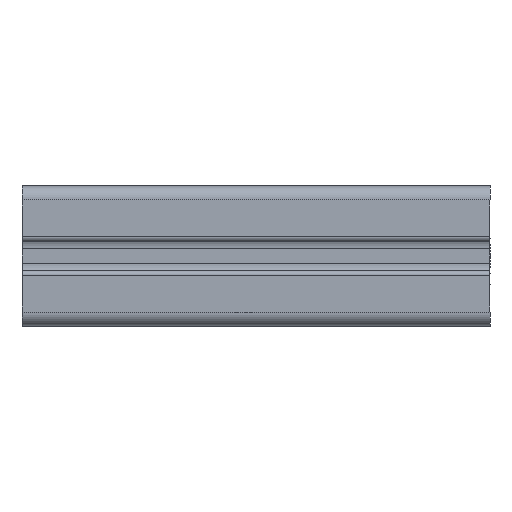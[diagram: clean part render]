
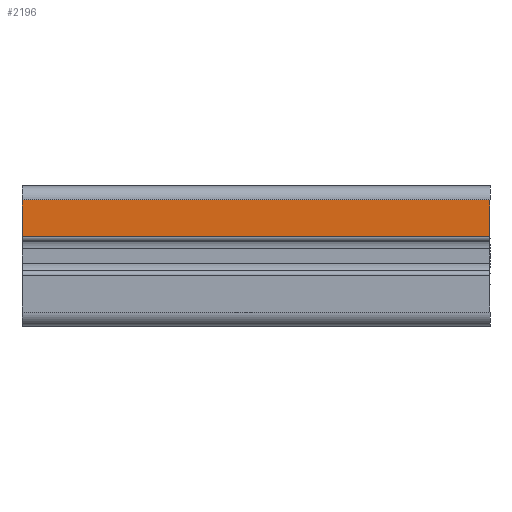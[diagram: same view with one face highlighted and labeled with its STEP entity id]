
A CAD part, left-side view. The second image highlights one B-rep face of the part: STEP entity #2196.
In plain terms, the highlighted planar face has unit normal (-1, 0, 0).
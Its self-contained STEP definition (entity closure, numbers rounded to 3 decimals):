
#33 = PLANE('',#34);
#34 = AXIS2_PLACEMENT_3D('',#35,#36,#37);
#35 = CARTESIAN_POINT('',(-15.,-50.,-15.));
#36 = DIRECTION('',(0.,-1.,0.));
#37 = DIRECTION('',(0.,0.,-1.));
#641 = VERTEX_POINT('',#642);
#642 = CARTESIAN_POINT('',(-15.,-50.,12.));
#657 = CYLINDRICAL_SURFACE('',#658,3.);
#658 = AXIS2_PLACEMENT_3D('',#659,#660,#661);
#659 = CARTESIAN_POINT('',(-12.,-50.,12.));
#660 = DIRECTION('',(-0.,-1.,-0.));
#661 = DIRECTION('',(0.,0.,1.));
#669 = EDGE_CURVE('',#641,#670,#672,.T.);
#670 = VERTEX_POINT('',#671);
#671 = CARTESIAN_POINT('',(-15.,-50.,4.1));
#672 = SURFACE_CURVE('',#673,(#677,#684),.PCURVE_S1.);
#673 = LINE('',#674,#675);
#674 = CARTESIAN_POINT('',(-15.,-50.,15.));
#675 = VECTOR('',#676,1.);
#676 = DIRECTION('',(0.,0.,-1.));
#677 = PCURVE('',#33,#678);
#678 = DEFINITIONAL_REPRESENTATION('',(#679),#683);
#679 = LINE('',#680,#681);
#680 = CARTESIAN_POINT('',(-30.,0.));
#681 = VECTOR('',#682,1.);
#682 = DIRECTION('',(1.,0.));
#683 = ( GEOMETRIC_REPRESENTATION_CONTEXT(2) 
PARAMETRIC_REPRESENTATION_CONTEXT() REPRESENTATION_CONTEXT('2D SPACE',''
  ) );
#684 = PCURVE('',#685,#690);
#685 = PLANE('',#686);
#686 = AXIS2_PLACEMENT_3D('',#687,#688,#689);
#687 = CARTESIAN_POINT('',(-15.,-50.,15.));
#688 = DIRECTION('',(1.,0.,0.));
#689 = DIRECTION('',(0.,0.,-1.));
#690 = DEFINITIONAL_REPRESENTATION('',(#691),#695);
#691 = LINE('',#692,#693);
#692 = CARTESIAN_POINT('',(0.,0.));
#693 = VECTOR('',#694,1.);
#694 = DIRECTION('',(1.,0.));
#695 = ( GEOMETRIC_REPRESENTATION_CONTEXT(2) 
PARAMETRIC_REPRESENTATION_CONTEXT() REPRESENTATION_CONTEXT('2D SPACE',''
  ) );
#714 = CYLINDRICAL_SURFACE('',#715,1.);
#715 = AXIS2_PLACEMENT_3D('',#716,#717,#718);
#716 = CARTESIAN_POINT('',(-14.,58.908,4.1));
#717 = DIRECTION('',(-0.,1.,-0.));
#718 = DIRECTION('',(0.,0.,-1.));
#2196 = ADVANCED_FACE('',(#2197),#685,.F.);
#2197 = FACE_BOUND('',#2198,.T.);
#2198 = EDGE_LOOP('',(#2199,#2200,#2223,#2251));
#2199 = ORIENTED_EDGE('',*,*,#669,.F.);
#2200 = ORIENTED_EDGE('',*,*,#2201,.T.);
#2201 = EDGE_CURVE('',#641,#2202,#2204,.T.);
#2202 = VERTEX_POINT('',#2203);
#2203 = CARTESIAN_POINT('',(-15.,50.,12.));
#2204 = SURFACE_CURVE('',#2205,(#2209,#2216),.PCURVE_S1.);
#2205 = LINE('',#2206,#2207);
#2206 = CARTESIAN_POINT('',(-15.,-50.,12.));
#2207 = VECTOR('',#2208,1.);
#2208 = DIRECTION('',(0.,1.,0.));
#2209 = PCURVE('',#685,#2210);
#2210 = DEFINITIONAL_REPRESENTATION('',(#2211),#2215);
#2211 = LINE('',#2212,#2213);
#2212 = CARTESIAN_POINT('',(3.,0.));
#2213 = VECTOR('',#2214,1.);
#2214 = DIRECTION('',(0.,1.));
#2215 = ( GEOMETRIC_REPRESENTATION_CONTEXT(2) 
PARAMETRIC_REPRESENTATION_CONTEXT() REPRESENTATION_CONTEXT('2D SPACE',''
  ) );
#2216 = PCURVE('',#657,#2217);
#2217 = DEFINITIONAL_REPRESENTATION('',(#2218),#2222);
#2218 = LINE('',#2219,#2220);
#2219 = CARTESIAN_POINT('',(1.571,0.));
#2220 = VECTOR('',#2221,1.);
#2221 = DIRECTION('',(0.,-1.));
#2222 = ( GEOMETRIC_REPRESENTATION_CONTEXT(2) 
PARAMETRIC_REPRESENTATION_CONTEXT() REPRESENTATION_CONTEXT('2D SPACE',''
  ) );
#2223 = ORIENTED_EDGE('',*,*,#2224,.T.);
#2224 = EDGE_CURVE('',#2202,#2225,#2227,.T.);
#2225 = VERTEX_POINT('',#2226);
#2226 = CARTESIAN_POINT('',(-15.,50.,4.1));
#2227 = SURFACE_CURVE('',#2228,(#2232,#2239),.PCURVE_S1.);
#2228 = LINE('',#2229,#2230);
#2229 = CARTESIAN_POINT('',(-15.,50.,15.));
#2230 = VECTOR('',#2231,1.);
#2231 = DIRECTION('',(0.,0.,-1.));
#2232 = PCURVE('',#685,#2233);
#2233 = DEFINITIONAL_REPRESENTATION('',(#2234),#2238);
#2234 = LINE('',#2235,#2236);
#2235 = CARTESIAN_POINT('',(0.,100.));
#2236 = VECTOR('',#2237,1.);
#2237 = DIRECTION('',(1.,0.));
#2238 = ( GEOMETRIC_REPRESENTATION_CONTEXT(2) 
PARAMETRIC_REPRESENTATION_CONTEXT() REPRESENTATION_CONTEXT('2D SPACE',''
  ) );
#2239 = PCURVE('',#2240,#2245);
#2240 = PLANE('',#2241);
#2241 = AXIS2_PLACEMENT_3D('',#2242,#2243,#2244);
#2242 = CARTESIAN_POINT('',(-15.,50.,-15.));
#2243 = DIRECTION('',(0.,-1.,0.));
#2244 = DIRECTION('',(0.,0.,-1.));
#2245 = DEFINITIONAL_REPRESENTATION('',(#2246),#2250);
#2246 = LINE('',#2247,#2248);
#2247 = CARTESIAN_POINT('',(-30.,0.));
#2248 = VECTOR('',#2249,1.);
#2249 = DIRECTION('',(1.,0.));
#2250 = ( GEOMETRIC_REPRESENTATION_CONTEXT(2) 
PARAMETRIC_REPRESENTATION_CONTEXT() REPRESENTATION_CONTEXT('2D SPACE',''
  ) );
#2251 = ORIENTED_EDGE('',*,*,#2252,.T.);
#2252 = EDGE_CURVE('',#2225,#670,#2253,.T.);
#2253 = SURFACE_CURVE('',#2254,(#2258,#2265),.PCURVE_S1.);
#2254 = LINE('',#2255,#2256);
#2255 = CARTESIAN_POINT('',(-15.,58.908,4.1));
#2256 = VECTOR('',#2257,1.);
#2257 = DIRECTION('',(0.,-1.,0.));
#2258 = PCURVE('',#685,#2259);
#2259 = DEFINITIONAL_REPRESENTATION('',(#2260),#2264);
#2260 = LINE('',#2261,#2262);
#2261 = CARTESIAN_POINT('',(10.9,108.908));
#2262 = VECTOR('',#2263,1.);
#2263 = DIRECTION('',(0.,-1.));
#2264 = ( GEOMETRIC_REPRESENTATION_CONTEXT(2) 
PARAMETRIC_REPRESENTATION_CONTEXT() REPRESENTATION_CONTEXT('2D SPACE',''
  ) );
#2265 = PCURVE('',#714,#2266);
#2266 = DEFINITIONAL_REPRESENTATION('',(#2267),#2271);
#2267 = LINE('',#2268,#2269);
#2268 = CARTESIAN_POINT('',(1.571,0.));
#2269 = VECTOR('',#2270,1.);
#2270 = DIRECTION('',(0.,-1.));
#2271 = ( GEOMETRIC_REPRESENTATION_CONTEXT(2) 
PARAMETRIC_REPRESENTATION_CONTEXT() REPRESENTATION_CONTEXT('2D SPACE',''
  ) );
